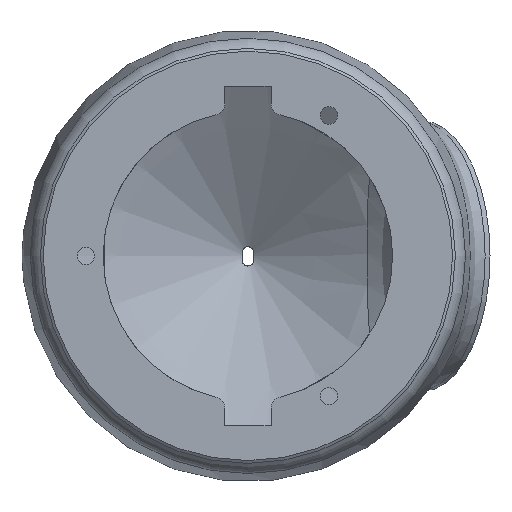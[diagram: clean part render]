
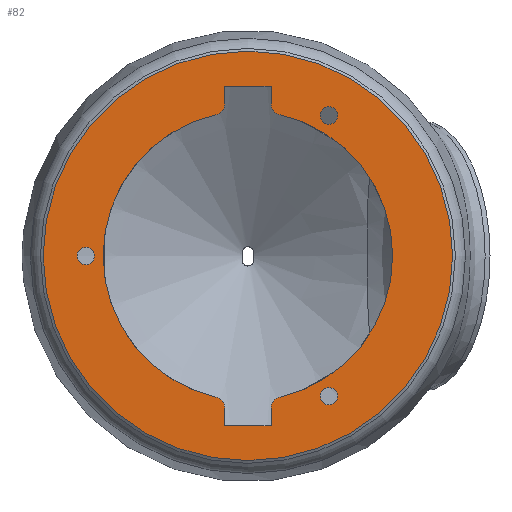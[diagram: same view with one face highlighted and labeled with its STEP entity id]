
A CAD part, top view. The second image highlights one B-rep face of the part: STEP entity #82.
In plain terms, the highlighted planar face has unit normal (0, 0, 1).
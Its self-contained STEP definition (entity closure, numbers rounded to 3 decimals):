
#82=ADVANCED_FACE('',(#345,#347,#349,#351,#353),#355,.T.);
#345=FACE_BOUND('',#346,.T.);
#346=EDGE_LOOP('',(#1534));
#347=FACE_BOUND('',#348,.T.);
#348=EDGE_LOOP('',(#1535));
#349=FACE_BOUND('',#350,.T.);
#350=EDGE_LOOP('',(#1536));
#351=FACE_BOUND('',#352,.T.);
#352=EDGE_LOOP('',(#1537));
#353=FACE_BOUND('',#354,.T.);
#354=EDGE_LOOP('',(#1538,#1539,#1540,#1541,#1542,#1543,#1544,#1545,#1546,#1547,#1548,
#1549));
#355=PLANE('',#356);
#356=AXIS2_PLACEMENT_3D('',#357,#358,#359);
#357=CARTESIAN_POINT('',(0.,0.,0.));
#358=DIRECTION('',(0.,0.,1.));
#359=DIRECTION('',(-1.,0.,0.));
#1534=ORIENTED_EDGE('',*,*,#1882,.T.);
#1535=ORIENTED_EDGE('',*,*,#1883,.T.);
#1536=ORIENTED_EDGE('',*,*,#1884,.T.);
#1537=ORIENTED_EDGE('',*,*,#1885,.T.);
#1538=ORIENTED_EDGE('',*,*,#1886,.F.);
#1539=ORIENTED_EDGE('',*,*,#1887,.T.);
#1540=ORIENTED_EDGE('',*,*,#1888,.T.);
#1541=ORIENTED_EDGE('',*,*,#1889,.T.);
#1542=ORIENTED_EDGE('',*,*,#1873,.F.);
#1543=ORIENTED_EDGE('',*,*,#1770,.F.);
#1544=ORIENTED_EDGE('',*,*,#1881,.F.);
#1545=ORIENTED_EDGE('',*,*,#1890,.T.);
#1546=ORIENTED_EDGE('',*,*,#1891,.T.);
#1547=ORIENTED_EDGE('',*,*,#1892,.T.);
#1548=ORIENTED_EDGE('',*,*,#1893,.F.);
#1549=ORIENTED_EDGE('',*,*,#1778,.F.);
#1770=EDGE_CURVE('',#1974,#1976,#1977,.T.);
#1778=EDGE_CURVE('',#1990,#1992,#1993,.T.);
#1873=EDGE_CURVE('',#1976,#2158,#2159,.F.);
#1881=EDGE_CURVE('',#2170,#1974,#2172,.F.);
#1882=EDGE_CURVE('',#2173,#2173,#2174,.T.);
#1883=EDGE_CURVE('',#2175,#2175,#2176,.F.);
#1884=EDGE_CURVE('',#2177,#2177,#2178,.F.);
#1885=EDGE_CURVE('',#2179,#2179,#2180,.F.);
#1886=EDGE_CURVE('',#2181,#1990,#2182,.F.);
#1887=EDGE_CURVE('',#2181,#2183,#2184,.F.);
#1888=EDGE_CURVE('',#2183,#2185,#2186,.F.);
#1889=EDGE_CURVE('',#2185,#2158,#2187,.F.);
#1890=EDGE_CURVE('',#2170,#2188,#2189,.F.);
#1891=EDGE_CURVE('',#2188,#2190,#2191,.F.);
#1892=EDGE_CURVE('',#2190,#2192,#2193,.F.);
#1893=EDGE_CURVE('',#1992,#2192,#2194,.F.);
#1974=VERTEX_POINT('',#2401);
#1976=VERTEX_POINT('',#2405);
#1977=CIRCLE('',#2406,37.5);
#1990=VERTEX_POINT('',#2515);
#1992=VERTEX_POINT('',#2519);
#1993=CIRCLE('',#2520,37.5);
#2158=VERTEX_POINT('',#2979);
#2159=CIRCLE('',#2980,3.);
#2170=VERTEX_POINT('',#3009);
#2172=CIRCLE('',#3013,3.);
#2173=VERTEX_POINT('',#3017);
#2174=CIRCLE('',#3018,53.036);
#2175=VERTEX_POINT('',#3022);
#2176=CIRCLE('',#3023,2.25);
#2177=VERTEX_POINT('',#3027);
#2178=CIRCLE('',#3028,2.25);
#2179=VERTEX_POINT('',#3032);
#2180=CIRCLE('',#3033,2.25);
#2181=VERTEX_POINT('',#3037);
#2182=CIRCLE('',#3038,3.);
#2183=VERTEX_POINT('',#3042);
#2184=LINE('',#3043,#3044);
#2185=VERTEX_POINT('',#3046);
#2186=LINE('',#3047,#3048);
#2187=LINE('',#3050,#3051);
#2188=VERTEX_POINT('',#3053);
#2189=LINE('',#3054,#3055);
#2190=VERTEX_POINT('',#3057);
#2191=LINE('',#3058,#3059);
#2192=VERTEX_POINT('',#3061);
#2193=LINE('',#3062,#3063);
#2194=CIRCLE('',#3065,3.);
#2401=CARTESIAN_POINT('',(-8.333,36.562,0.));
#2405=CARTESIAN_POINT('',(-8.333,-36.562,0.));
#2406=AXIS2_PLACEMENT_3D('',#2407,#2408,#2409);
#2407=CARTESIAN_POINT('',(0.,0.,0.));
#2408=DIRECTION('',(0.,0.,1.));
#2409=DIRECTION('',(-0.222,0.975,0.));
#2515=CARTESIAN_POINT('',(8.333,-36.562,0.));
#2519=CARTESIAN_POINT('',(8.333,36.562,0.));
#2520=AXIS2_PLACEMENT_3D('',#2521,#2522,#2523);
#2521=CARTESIAN_POINT('',(0.,0.,0.));
#2522=DIRECTION('',(0.,0.,1.));
#2523=DIRECTION('',(0.222,-0.975,0.));
#2979=CARTESIAN_POINT('',(-6.,-39.487,0.));
#2980=AXIS2_PLACEMENT_3D('',#2981,#2982,#2983);
#2981=CARTESIAN_POINT('',(-9.,-39.487,0.));
#2982=DIRECTION('',(0.,0.,1.));
#2983=DIRECTION('',(1.,0.,0.));
#3009=CARTESIAN_POINT('',(-6.,39.487,0.));
#3013=AXIS2_PLACEMENT_3D('',#3014,#3015,#3016);
#3014=CARTESIAN_POINT('',(-9.,39.487,0.));
#3015=DIRECTION('',(0.,0.,1.));
#3016=DIRECTION('',(0.222,-0.975,0.));
#3017=CARTESIAN_POINT('',(-53.036,0.,0.));
#3018=AXIS2_PLACEMENT_3D('',#3019,#3020,#3021);
#3019=CARTESIAN_POINT('',(0.,0.,0.));
#3020=DIRECTION('',(0.,0.,1.));
#3021=DIRECTION('',(-1.,0.,0.));
#3022=CARTESIAN_POINT('',(21.,38.623,0.));
#3023=AXIS2_PLACEMENT_3D('',#3024,#3025,#3026);
#3024=CARTESIAN_POINT('',(21.,36.373,0.));
#3025=DIRECTION('',(0.,0.,1.));
#3026=DIRECTION('',(0.,1.,0.));
#3027=CARTESIAN_POINT('',(21.,-34.123,0.));
#3028=AXIS2_PLACEMENT_3D('',#3029,#3030,#3031);
#3029=CARTESIAN_POINT('',(21.,-36.373,0.));
#3030=DIRECTION('',(0.,0.,1.));
#3031=DIRECTION('',(0.,1.,0.));
#3032=CARTESIAN_POINT('',(-42.,2.25,0.));
#3033=AXIS2_PLACEMENT_3D('',#3034,#3035,#3036);
#3034=CARTESIAN_POINT('',(-42.,0.,0.));
#3035=DIRECTION('',(0.,0.,1.));
#3036=DIRECTION('',(0.,1.,0.));
#3037=CARTESIAN_POINT('',(6.,-39.487,0.));
#3038=AXIS2_PLACEMENT_3D('',#3039,#3040,#3041);
#3039=CARTESIAN_POINT('',(9.,-39.487,0.));
#3040=DIRECTION('',(0.,0.,1.));
#3041=DIRECTION('',(-0.222,0.975,0.));
#3042=CARTESIAN_POINT('',(6.,-44.,0.));
#3043=CARTESIAN_POINT('',(6.,-44.,0.));
#3044=VECTOR('',#3045,1.);
#3045=DIRECTION('',(0.,1.,0.));
#3046=CARTESIAN_POINT('',(-6.,-44.,0.));
#3047=CARTESIAN_POINT('',(-6.,-44.,0.));
#3048=VECTOR('',#3049,1.);
#3049=DIRECTION('',(1.,0.,0.));
#3050=CARTESIAN_POINT('',(-6.,-39.487,0.));
#3051=VECTOR('',#3052,1.);
#3052=DIRECTION('',(0.,-1.,0.));
#3053=CARTESIAN_POINT('',(-6.,44.,0.));
#3054=CARTESIAN_POINT('',(-6.,44.,0.));
#3055=VECTOR('',#3056,1.);
#3056=DIRECTION('',(0.,-1.,0.));
#3057=CARTESIAN_POINT('',(6.,44.,0.));
#3058=CARTESIAN_POINT('',(6.,44.,0.));
#3059=VECTOR('',#3060,1.);
#3060=DIRECTION('',(-1.,0.,0.));
#3061=CARTESIAN_POINT('',(6.,39.487,0.));
#3062=CARTESIAN_POINT('',(6.,39.487,0.));
#3063=VECTOR('',#3064,1.);
#3064=DIRECTION('',(0.,1.,0.));
#3065=AXIS2_PLACEMENT_3D('',#3066,#3067,#3068);
#3066=CARTESIAN_POINT('',(9.,39.487,0.));
#3067=DIRECTION('',(0.,0.,1.));
#3068=DIRECTION('',(-1.,0.,0.));
